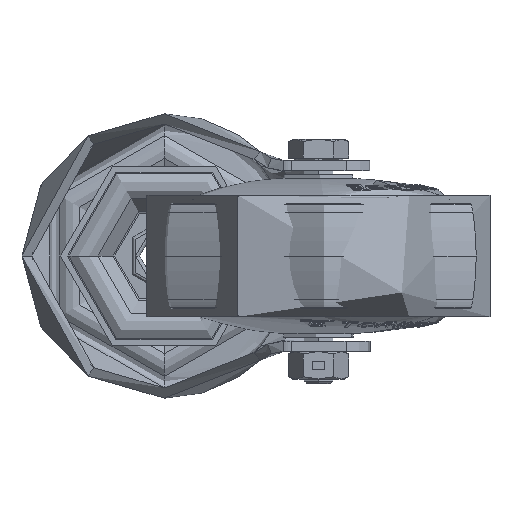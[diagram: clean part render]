
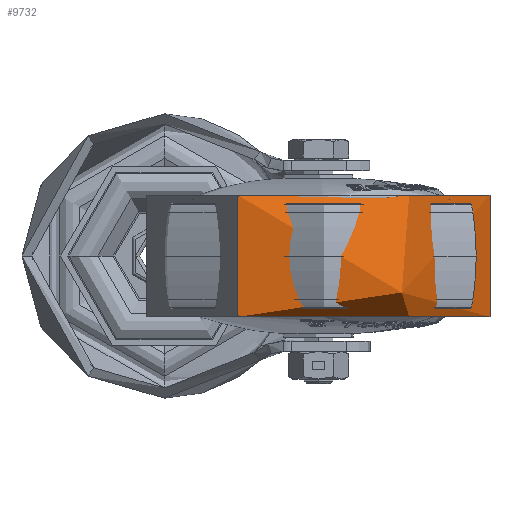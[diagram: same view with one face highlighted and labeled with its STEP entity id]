
A CAD part, front view. The second image highlights one B-rep face of the part: STEP entity #9732.
In plain terms, the highlighted free-form (B-spline) face has degree [3, 3] with [4, 4] control points.
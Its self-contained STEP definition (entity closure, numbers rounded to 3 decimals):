
#3153 = CARTESIAN_POINT ( 'NONE',  ( 132.44, -78.532, -15. ) ) ;
#4850 = DIRECTION ( 'NONE',  ( 0.471, 0.882, 0. ) ) ;
#6016 = CARTESIAN_POINT ( 'NONE',  ( 18.099, -113.27, 15. ) ) ;
#6104 = CARTESIAN_POINT ( 'NONE',  ( 57.901, -38.73, 15. ) ) ;
#6245 = FACE_OUTER_BOUND ( 'NONE', #16921, .T. ) ;
#7518 = CARTESIAN_POINT ( 'NONE',  ( 10.798, -126.942, 15. ) ) ;
#9732 = ADVANCED_FACE ( 'NONE', ( #6245 ), #22694, .F. ) ;
#10277 = DIRECTION ( 'NONE',  ( 0., 0., 1. ) ) ;
#10283 = CARTESIAN_POINT ( 'NONE',  ( 65.202, -25.058, 15. ) ) ;
#10532 = CARTESIAN_POINT ( 'NONE',  ( 10.798, -126.942, -15. ) ) ;
#11590 = CARTESIAN_POINT ( 'NONE',  ( 18.099, -113.27, -15. ) ) ;
#12369 =( BOUNDED_CURVE ( )  B_SPLINE_CURVE ( 3, ( #11590, #15666, #7518, #38583 ),
 .UNSPECIFIED., .F., .F. ) 
 B_SPLINE_CURVE_WITH_KNOTS ( ( 4, 4 ),
 ( 0., 3.142 ),
 .UNSPECIFIED. ) 
 CURVE ( )  GEOMETRIC_REPRESENTATION_ITEM ( )  RATIONAL_B_SPLINE_CURVE ( ( 1., 0.333, 0.333, 1. ) ) 
 REPRESENTATION_ITEM ( '' )  );
#12629 = VERTEX_POINT ( 'NONE', #15213 ) ;
#13998 =( BOUNDED_CURVE ( )  B_SPLINE_CURVE ( 3, ( #35656, #38942, #42982, #46522 ),
 .UNSPECIFIED., .F., .F. ) 
 B_SPLINE_CURVE_WITH_KNOTS ( ( 4, 4 ),
 ( 0., 3.142 ),
 .UNSPECIFIED. ) 
 CURVE ( )  GEOMETRIC_REPRESENTATION_ITEM ( )  RATIONAL_B_SPLINE_CURVE ( ( 1., 0.333, 0.333, 1. ) ) 
 REPRESENTATION_ITEM ( '' )  );
#14607 = CARTESIAN_POINT ( 'NONE',  ( 112.683, -181.346, 15. ) ) ;
#14803 = AXIS2_PLACEMENT_3D ( 'NONE', #34421, #20061, #4850 ) ;
#14866 = CARTESIAN_POINT ( 'NONE',  ( 57.901, -38.73, -15. ) ) ;
#15127 = CARTESIAN_POINT ( 'NONE',  ( 92.638, -153.071, -15. ) ) ;
#15213 = CARTESIAN_POINT ( 'NONE',  ( 18.099, -113.27, -15. ) ) ;
#15666 = CARTESIAN_POINT ( 'NONE',  ( 10.798, -126.942, -15. ) ) ;
#16921 = EDGE_LOOP ( 'NONE', ( #17998, #33479, #44618, #25530 ) ) ;
#17901 = CARTESIAN_POINT ( 'NONE',  ( 18.099, -113.27, -15. ) ) ;
#17998 = ORIENTED_EDGE ( 'NONE', *, *, #49153, .F. ) ;
#18399 = CARTESIAN_POINT ( 'NONE',  ( 10.798, -126.942, 15. ) ) ;
#20061 = DIRECTION ( 'NONE',  ( 0., 0., 1. ) ) ;
#21447 = DIRECTION ( 'NONE',  ( 0.471, 0.882, 0. ) ) ;
#21695 = CARTESIAN_POINT ( 'NONE',  ( 92.638, -153.071, 15. ) ) ;
#21936 = CARTESIAN_POINT ( 'NONE',  ( 167.087, -79.461, -15. ) ) ;
#22531 = VERTEX_POINT ( 'NONE', #6104 ) ;
#22694 =( BOUNDED_SURFACE ( )  B_SPLINE_SURFACE ( 3, 3, ( 
 ( #17901, #15127, #3153, #14866 ),
 ( #10532, #29716, #21936, #45120 ),
 ( #18399, #14607, #49169, #10283 ),
 ( #25946, #21695, #45854, #29966 ) ),
 .UNSPECIFIED., .F., .F., .F. ) 
 B_SPLINE_SURFACE_WITH_KNOTS ( ( 4, 4 ),
 ( 4, 4 ),
 ( 0., 1. ),
 ( 0., 1. ),
 .UNSPECIFIED. ) 
 GEOMETRIC_REPRESENTATION_ITEM ( )  RATIONAL_B_SPLINE_SURFACE ( (
 ( 1., 0.333, 0.333, 1.),
 ( 0.333, 0.111, 0.111, 0.333),
 ( 0.333, 0.111, 0.111, 0.333),
 ( 1., 0.333, 0.333, 1.) ) ) 
 REPRESENTATION_ITEM ( '' )  SURFACE ( )  );
#25530 = ORIENTED_EDGE ( 'NONE', *, *, #38665, .F. ) ;
#25946 = CARTESIAN_POINT ( 'NONE',  ( 18.099, -113.27, 15. ) ) ;
#28977 = CARTESIAN_POINT ( 'NONE',  ( 38., -76., -15. ) ) ;
#29716 = CARTESIAN_POINT ( 'NONE',  ( 112.683, -181.346, -15. ) ) ;
#29966 = CARTESIAN_POINT ( 'NONE',  ( 57.901, -38.73, 15. ) ) ;
#33479 = ORIENTED_EDGE ( 'NONE', *, *, #36513, .T. ) ;
#34421 = CARTESIAN_POINT ( 'NONE',  ( 38., -76., 15. ) ) ;
#35166 = VERTEX_POINT ( 'NONE', #6016 ) ;
#35656 = CARTESIAN_POINT ( 'NONE',  ( 57.901, -38.73, -15. ) ) ;
#35677 = CIRCLE ( 'NONE', #41309, 42.25 ) ;
#36513 = EDGE_CURVE ( 'NONE', #12629, #42788, #35677, .T. ) ;
#37244 = CARTESIAN_POINT ( 'NONE',  ( 57.901, -38.73, -15. ) ) ;
#38583 = CARTESIAN_POINT ( 'NONE',  ( 18.099, -113.27, 15. ) ) ;
#38665 = EDGE_CURVE ( 'NONE', #35166, #22531, #46188, .T. ) ;
#38942 = CARTESIAN_POINT ( 'NONE',  ( 65.202, -25.058, -15. ) ) ;
#41240 = EDGE_CURVE ( 'NONE', #42788, #22531, #13998, .T. ) ;
#41309 = AXIS2_PLACEMENT_3D ( 'NONE', #28977, #10277, #21447 ) ;
#42788 = VERTEX_POINT ( 'NONE', #37244 ) ;
#42982 = CARTESIAN_POINT ( 'NONE',  ( 65.202, -25.058, 15. ) ) ;
#44618 = ORIENTED_EDGE ( 'NONE', *, *, #41240, .T. ) ;
#45120 = CARTESIAN_POINT ( 'NONE',  ( 65.202, -25.058, -15. ) ) ;
#45854 = CARTESIAN_POINT ( 'NONE',  ( 132.44, -78.532, 15. ) ) ;
#46188 = CIRCLE ( 'NONE', #14803, 42.25 ) ;
#46522 = CARTESIAN_POINT ( 'NONE',  ( 57.901, -38.73, 15. ) ) ;
#49153 = EDGE_CURVE ( 'NONE', #12629, #35166, #12369, .T. ) ;
#49169 = CARTESIAN_POINT ( 'NONE',  ( 167.087, -79.461, 15. ) ) ;
